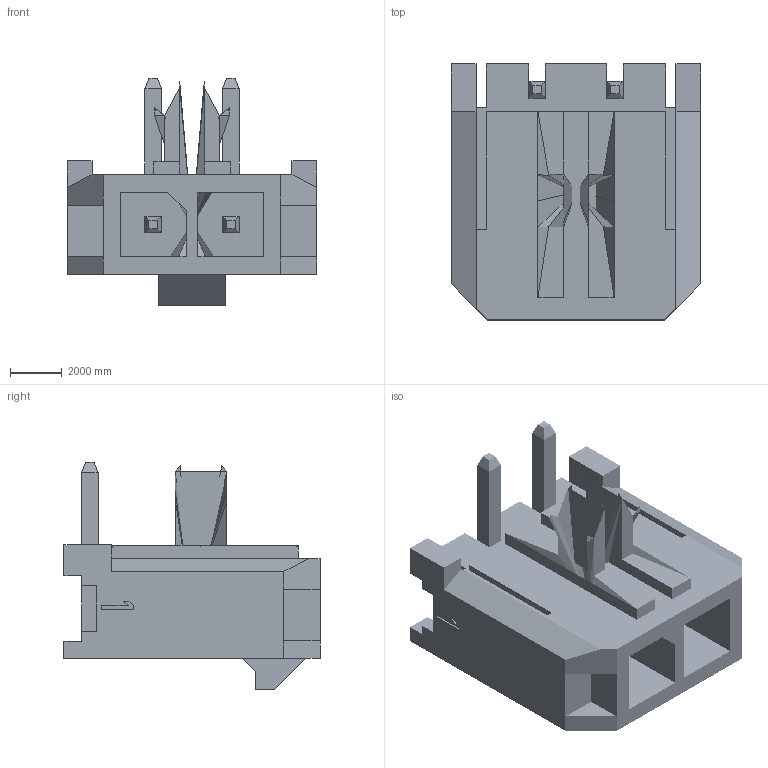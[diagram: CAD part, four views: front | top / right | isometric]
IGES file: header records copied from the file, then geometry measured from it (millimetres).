
Start section: C
Global section: file name: BRS4032G.igs; native system: By Siemens PLM Incorporated; preprocessor: XPlus GENERIC/IGES 17.0.49; author: Julian Chapman; organization: Geeplus Europe Ltd; date: 20180208.120350; units: millimetre
Bounding box: 9650 x 9900 x 8785 mm (x, y, z)
Surface area: 62894.8 mm2
Topology: 114 solids, 126 shells, 6170 faces, 15001 edges, 9131 vertices
Faces by surface type: cylinder 2508, plane 1559, torus 1431, bspline 588, cone 62, sphere 20, extrusion 2
Full cylindrical faces by diameter (mm): 0.5 x2, 1.05 x2, 1.6 x2, 3 x1, 3.242 x4, 4.5 x1, 5 x6, 6 x6, 7 x2, 8 x6, 10 x4, 11 x4, 13 x7, 13.7 x1, 15.5 x1, 15.95 x2, 17 x5, 17.8 x1
